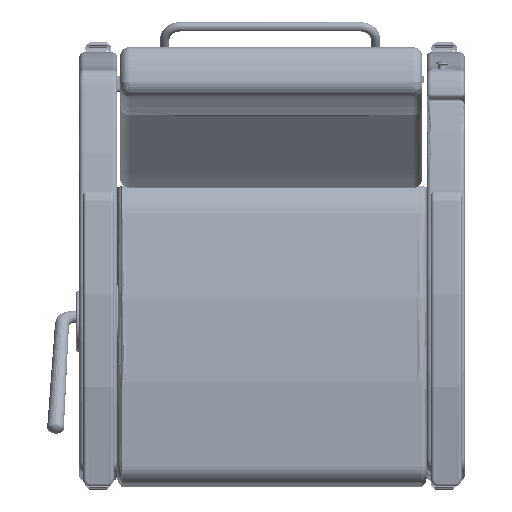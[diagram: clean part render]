
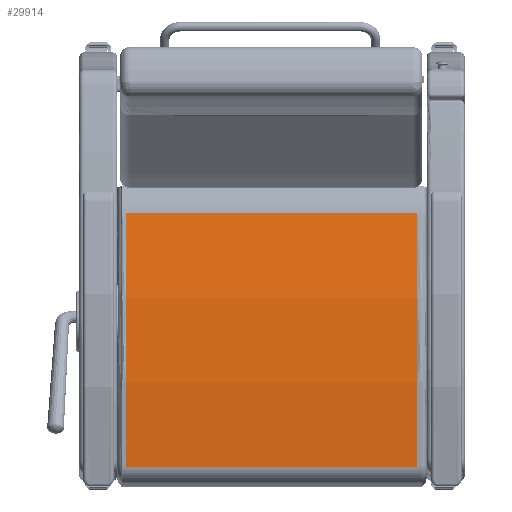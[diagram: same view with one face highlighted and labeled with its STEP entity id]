
A CAD part, front view. The second image highlights one B-rep face of the part: STEP entity #29914.
In plain terms, the highlighted free-form (B-spline) face has degree [1, 2] with [2, 3] control points.
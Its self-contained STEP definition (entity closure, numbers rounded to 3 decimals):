
#1276=(
BOUNDED_SURFACE()
B_SPLINE_SURFACE(1,2,((#46209,#46210,#46211),(#46212,#46213,#46214)),
 .UNSPECIFIED.,.F.,.F.,.F.)
B_SPLINE_SURFACE_WITH_KNOTS((2,2),(3,3),(-0.193,0.193),
(1.362,1.699),.UNSPECIFIED.)
GEOMETRIC_REPRESENTATION_ITEM()
RATIONAL_B_SPLINE_SURFACE(((1.,0.986,1.),(1.,0.986,
1.)))
REPRESENTATION_ITEM('')
SURFACE()
);
#1326=ELLIPSE('',#32138,60.054,60.);
#1338=ELLIPSE('',#32180,60.054,60.);
#3243=FACE_OUTER_BOUND('',#4975,.T.);
#4975=EDGE_LOOP('',(#21086,#21087,#21088,#21089));
#7029=LINE('',#46208,#9273);
#7030=LINE('',#46215,#9274);
#9273=VECTOR('',#36089,0.394);
#9274=VECTOR('',#36090,0.394);
#13125=VERTEX_POINT('',#45381);
#13126=VERTEX_POINT('',#45404);
#13166=VERTEX_POINT('',#45621);
#13167=VERTEX_POINT('',#45644);
#16249=EDGE_CURVE('',#13126,#13125,#1326,.T.);
#16308=EDGE_CURVE('',#13167,#13166,#1338,.T.);
#16388=EDGE_CURVE('',#13125,#13167,#7029,.T.);
#16389=EDGE_CURVE('',#13126,#13166,#7030,.T.);
#21086=ORIENTED_EDGE('',*,*,#16249,.F.);
#21087=ORIENTED_EDGE('',*,*,#16389,.T.);
#21088=ORIENTED_EDGE('',*,*,#16308,.F.);
#21089=ORIENTED_EDGE('',*,*,#16388,.F.);
#29914=ADVANCED_FACE('',(#3243),#1276,.F.);
#32138=AXIS2_PLACEMENT_3D('',#45406,#35842,#35843);
#32180=AXIS2_PLACEMENT_3D('',#45646,#35951,#35952);
#35842=DIRECTION('center_axis',(0.,0.,-1.));
#35843=DIRECTION('ref_axis',(1.,0.,0.));
#35951=DIRECTION('center_axis',(0.,0.,1.));
#35952=DIRECTION('ref_axis',(1.,0.,0.));
#36089=DIRECTION('',(0.,0.,1.));
#36090=DIRECTION('',(0.,0.,1.));
#45381=CARTESIAN_POINT('',(10.111,0.445,-11.563));
#45404=CARTESIAN_POINT('',(-10.045,1.256,-11.563));
#45406=CARTESIAN_POINT('Origin',(-2.35,-58.249,-11.563));
#45621=CARTESIAN_POINT('',(-10.045,1.256,11.563));
#45644=CARTESIAN_POINT('',(10.111,0.445,11.563));
#45646=CARTESIAN_POINT('Origin',(-2.35,-58.249,11.563));
#46208=CARTESIAN_POINT('',(10.111,0.445,0.));
#46209=CARTESIAN_POINT('Ctrl Pts',(10.111,0.445,-11.563));
#46210=CARTESIAN_POINT('Ctrl Pts',(0.103,2.566,-11.563));
#46211=CARTESIAN_POINT('Ctrl Pts',(-10.045,1.256,-11.563));
#46212=CARTESIAN_POINT('Ctrl Pts',(10.111,0.445,11.563));
#46213=CARTESIAN_POINT('Ctrl Pts',(0.103,2.566,11.563));
#46214=CARTESIAN_POINT('Ctrl Pts',(-10.045,1.256,11.563));
#46215=CARTESIAN_POINT('',(-10.045,1.256,0.));
